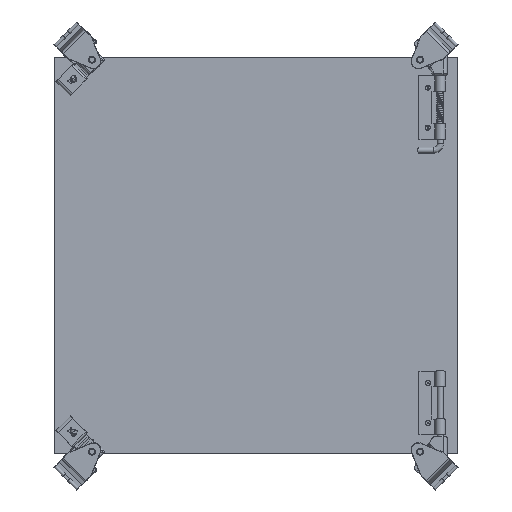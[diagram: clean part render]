
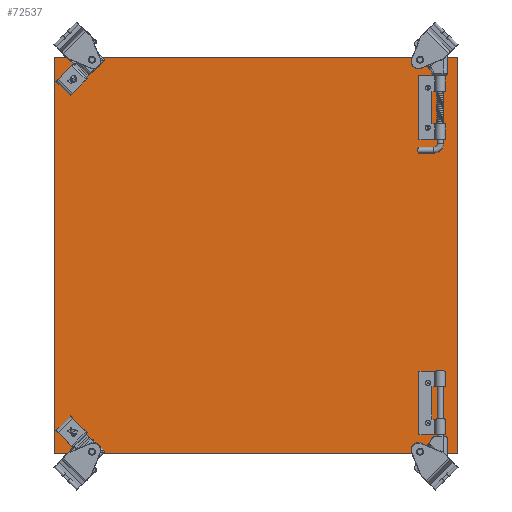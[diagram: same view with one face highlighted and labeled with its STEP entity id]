
A CAD part, top view. The second image highlights one B-rep face of the part: STEP entity #72537.
In plain terms, the highlighted planar face has unit normal (0.002, 0, 1).
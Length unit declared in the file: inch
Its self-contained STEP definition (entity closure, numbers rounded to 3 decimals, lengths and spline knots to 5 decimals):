
#504 = DIRECTION ( 'NONE',  ( 1., 0., -0.002 ) ) ;
#896 = EDGE_CURVE ( 'NONE', #69837, #69837, #89956, .T. ) ;
#1296 = DIRECTION ( 'NONE',  ( 0.002, 0., 1. ) ) ;
#2635 = VERTEX_POINT ( 'NONE', #24825 ) ;
#2779 = FACE_BOUND ( 'NONE', #41516, .T. ) ;
#5720 = EDGE_LOOP ( 'NONE', ( #80948, #70237, #71160, #98657 ) ) ;
#7324 = AXIS2_PLACEMENT_3D ( 'NONE', #15724, #1296, #39951 ) ;
#9623 = ORIENTED_EDGE ( 'NONE', *, *, #35717, .F. ) ;
#9830 = ORIENTED_EDGE ( 'NONE', *, *, #94207, .F. ) ;
#9868 = CARTESIAN_POINT ( 'NONE',  ( 6.27989, -6.17052, -2.33689 ) ) ;
#10248 = ORIENTED_EDGE ( 'NONE', *, *, #80972, .F. ) ;
#11716 = VECTOR ( 'NONE', #504, 39.37008 ) ;
#12429 = FACE_BOUND ( 'NONE', #52485, .T. ) ;
#13443 = FACE_BOUND ( 'NONE', #92969, .T. ) ;
#13954 = DIRECTION ( 'NONE',  ( -1., 0., 0.002 ) ) ;
#13959 = CIRCLE ( 'NONE', #7324, 0.07 ) ;
#14989 = CARTESIAN_POINT ( 'NONE',  ( 5.29989, 5.25478, -2.33511 ) ) ;
#15050 = EDGE_LOOP ( 'NONE', ( #9830 ) ) ;
#15225 = CARTESIAN_POINT ( 'NONE',  ( 5.29989, -3.97082, -2.33511 ) ) ;
#15345 = CARTESIAN_POINT ( 'NONE',  ( -0.00135, -6.17052, -2.32549 ) ) ;
#15695 = DIRECTION ( 'NONE',  ( 0.002, 0., 1. ) ) ;
#15724 = CARTESIAN_POINT ( 'NONE',  ( 5.36989, 5.25478, -2.33523 ) ) ;
#16142 = VERTEX_POINT ( 'NONE', #49077 ) ;
#18306 = EDGE_LOOP ( 'NONE', ( #51366 ) ) ;
#20199 = ORIENTED_EDGE ( 'NONE', *, *, #84944, .F. ) ;
#21136 = FACE_BOUND ( 'NONE', #15050, .T. ) ;
#21201 = VERTEX_POINT ( 'NONE', #14989 ) ;
#21296 = VECTOR ( 'NONE', #101624, 39.37008 ) ;
#22156 = DIRECTION ( 'NONE',  ( -0.002, 0., -1. ) ) ;
#22347 = DIRECTION ( 'NONE',  ( 0.002, 0., 1. ) ) ;
#22429 = DIRECTION ( 'NONE',  ( -1., 0., 0.002 ) ) ;
#24825 = CARTESIAN_POINT ( 'NONE',  ( -6.28259, -6.17052, -2.31409 ) ) ;
#26667 = DIRECTION ( 'NONE',  ( 0., -1., 0. ) ) ;
#27143 = AXIS2_PLACEMENT_3D ( 'NONE', #69583, #22347, #45039 ) ;
#27242 = VECTOR ( 'NONE', #54175, 39.37008 ) ;
#29684 = ORIENTED_EDGE ( 'NONE', *, *, #896, .F. ) ;
#31722 = CARTESIAN_POINT ( 'NONE',  ( -6.28259, 6.20448, -2.31409 ) ) ;
#33539 = CIRCLE ( 'NONE', #41776, 0.07 ) ;
#34036 = AXIS2_PLACEMENT_3D ( 'NONE', #92498, #22156, #13954 ) ;
#35646 = CARTESIAN_POINT ( 'NONE',  ( 5.29989, 4.00478, -2.33511 ) ) ;
#35707 = CIRCLE ( 'NONE', #93050, 0.07 ) ;
#35717 = EDGE_CURVE ( 'NONE', #101011, #101011, #33539, .T. ) ;
#37790 = LINE ( 'NONE', #100350, #27242 ) ;
#38271 = EDGE_CURVE ( 'NONE', #2635, #82595, #37790, .T. ) ;
#39528 = DIRECTION ( 'NONE',  ( 0.002, 0., 1. ) ) ;
#39746 = DIRECTION ( 'NONE',  ( 0.002, 0., 1. ) ) ;
#39951 = DIRECTION ( 'NONE',  ( -1., 0., 0.002 ) ) ;
#41516 = EDGE_LOOP ( 'NONE', ( #20199 ) ) ;
#41776 = AXIS2_PLACEMENT_3D ( 'NONE', #93757, #15695, #22429 ) ;
#41897 = FACE_OUTER_BOUND ( 'NONE', #5720, .T. ) ;
#44337 = PLANE ( 'NONE',  #34036 ) ;
#44854 = FACE_BOUND ( 'NONE', #18306, .T. ) ;
#45039 = DIRECTION ( 'NONE',  ( -1., 0., 0.002 ) ) ;
#49077 = CARTESIAN_POINT ( 'NONE',  ( 6.27989, 6.20448, -2.33689 ) ) ;
#51366 = ORIENTED_EDGE ( 'NONE', *, *, #94375, .F. ) ;
#51899 = LINE ( 'NONE', #83128, #91606 ) ;
#52485 = EDGE_LOOP ( 'NONE', ( #10248 ) ) ;
#52611 = CARTESIAN_POINT ( 'NONE',  ( 5.29989, -5.22082, -2.33511 ) ) ;
#54175 = DIRECTION ( 'NONE',  ( 0., 1., 0. ) ) ;
#54504 = EDGE_LOOP ( 'NONE', ( #29684 ) ) ;
#57198 = AXIS2_PLACEMENT_3D ( 'NONE', #101068, #39528, #94353 ) ;
#57657 = CIRCLE ( 'NONE', #69164, 0.125 ) ;
#60794 = VERTEX_POINT ( 'NONE', #52611 ) ;
#62794 = DIRECTION ( 'NONE',  ( -1., 0., 0.002 ) ) ;
#63293 = CARTESIAN_POINT ( 'NONE',  ( -5.69029, 5.52648, -2.31516 ) ) ;
#65942 = CARTESIAN_POINT ( 'NONE',  ( -5.81529, 5.52648, -2.31494 ) ) ;
#69164 = AXIS2_PLACEMENT_3D ( 'NONE', #63293, #39746, #62794 ) ;
#69414 = LINE ( 'NONE', #93008, #11716 ) ;
#69583 = CARTESIAN_POINT ( 'NONE',  ( 5.36989, -5.22082, -2.33523 ) ) ;
#69837 = VERTEX_POINT ( 'NONE', #100631 ) ;
#70237 = ORIENTED_EDGE ( 'NONE', *, *, #81492, .F. ) ;
#70736 = EDGE_CURVE ( 'NONE', #82595, #16142, #69414, .T. ) ;
#71160 = ORIENTED_EDGE ( 'NONE', *, *, #70736, .F. ) ;
#72537 = ADVANCED_FACE ( 'NONE', ( #44854, #13443, #12429, #21136, #99695, #2779, #41897 ), #44337, .F. ) ;
#73007 = CIRCLE ( 'NONE', #27143, 0.07 ) ;
#73254 = VERTEX_POINT ( 'NONE', #9868 ) ;
#74778 = DIRECTION ( 'NONE',  ( -1., 0., 0.002 ) ) ;
#80948 = ORIENTED_EDGE ( 'NONE', *, *, #88108, .F. ) ;
#80972 = EDGE_CURVE ( 'NONE', #97243, #97243, #35707, .T. ) ;
#81492 = EDGE_CURVE ( 'NONE', #16142, #73254, #51899, .T. ) ;
#82462 = DIRECTION ( 'NONE',  ( 0.002, 0., 1. ) ) ;
#82595 = VERTEX_POINT ( 'NONE', #31722 ) ;
#83128 = CARTESIAN_POINT ( 'NONE',  ( 6.27989, 0.01698, -2.33689 ) ) ;
#84944 = EDGE_CURVE ( 'NONE', #98242, #98242, #57657, .T. ) ;
#85720 = LINE ( 'NONE', #15345, #21296 ) ;
#88108 = EDGE_CURVE ( 'NONE', #73254, #2635, #85720, .T. ) ;
#88154 = CARTESIAN_POINT ( 'NONE',  ( 5.36989, 4.00478, -2.33523 ) ) ;
#89956 = CIRCLE ( 'NONE', #57198, 0.125 ) ;
#91606 = VECTOR ( 'NONE', #26667, 39.37008 ) ;
#92498 = CARTESIAN_POINT ( 'NONE',  ( -0.00135, 0.01698, -2.32549 ) ) ;
#92969 = EDGE_LOOP ( 'NONE', ( #9623 ) ) ;
#93008 = CARTESIAN_POINT ( 'NONE',  ( -0.00135, 6.20448, -2.32549 ) ) ;
#93050 = AXIS2_PLACEMENT_3D ( 'NONE', #88154, #82462, #74778 ) ;
#93757 = CARTESIAN_POINT ( 'NONE',  ( 5.36989, -3.97082, -2.33523 ) ) ;
#94207 = EDGE_CURVE ( 'NONE', #21201, #21201, #13959, .T. ) ;
#94353 = DIRECTION ( 'NONE',  ( -1., 0., 0.002 ) ) ;
#94375 = EDGE_CURVE ( 'NONE', #60794, #60794, #73007, .T. ) ;
#97243 = VERTEX_POINT ( 'NONE', #35646 ) ;
#98242 = VERTEX_POINT ( 'NONE', #65942 ) ;
#98657 = ORIENTED_EDGE ( 'NONE', *, *, #38271, .F. ) ;
#99695 = FACE_BOUND ( 'NONE', #54504, .T. ) ;
#100350 = CARTESIAN_POINT ( 'NONE',  ( -6.28259, 0.01698, -2.31409 ) ) ;
#100631 = CARTESIAN_POINT ( 'NONE',  ( -5.81529, -5.49252, -2.31494 ) ) ;
#101011 = VERTEX_POINT ( 'NONE', #15225 ) ;
#101068 = CARTESIAN_POINT ( 'NONE',  ( -5.69029, -5.49252, -2.31516 ) ) ;
#101624 = DIRECTION ( 'NONE',  ( -1., 0., 0.002 ) ) ;
